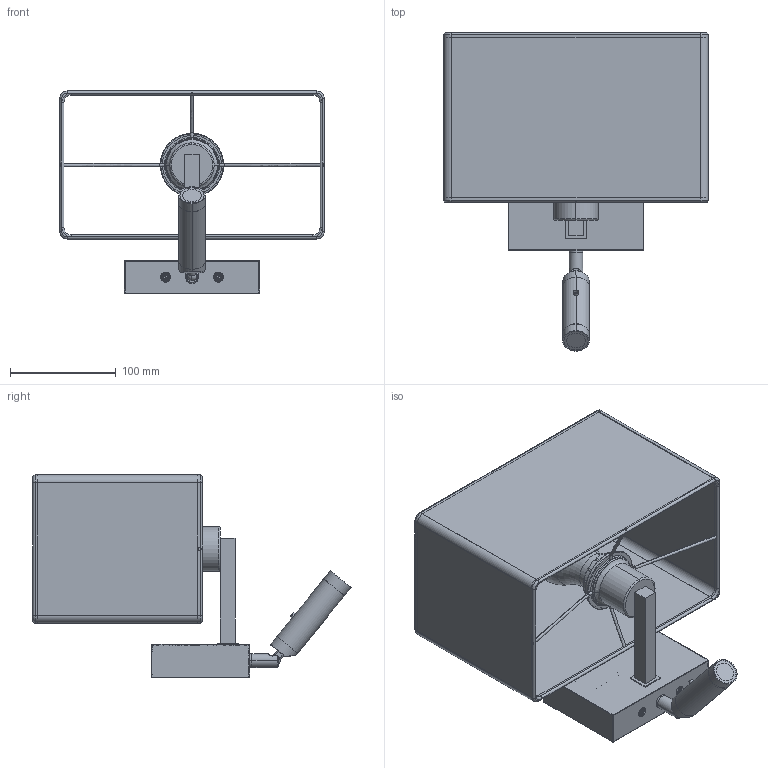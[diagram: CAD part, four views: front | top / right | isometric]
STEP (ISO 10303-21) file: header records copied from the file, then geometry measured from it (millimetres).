
FILE_DESCRIPTION (( 'STEP AP203' ), '1' );
FILE_NAME ('LED 10 W1._exported.step', '2025-02-09T07:10:49', ( '' ), ( '' ), 'SwSTEP 2.0', 'SolidWorks 2023', '' );
FILE_SCHEMA (( 'CONFIG_CONTROL_DESIGN' ));
Length unit declared in the file: millimetre
Products named in the file (1): LED 10 W1._exported
Bounding box: 250 x 300.69 x 191 mm (x, y, z)
Surface area: 368132.2 mm2 (no closed solid volume)
Topology: 0 solids, 25 shells, 276 faces, 785 edges, 504 vertices
Faces by surface type: cylinder 106, plane 85, torus 35, bspline 20, cone 19, sphere 11
Entity records: 9884 total; most frequent: CARTESIAN_POINT 2789, DIRECTION 1588, ORIENTED_EDGE 1267, EDGE_CURVE 764, AXIS2_PLACEMENT_3D 625, VERTEX_POINT 494, CIRCLE 368, LINE 338
